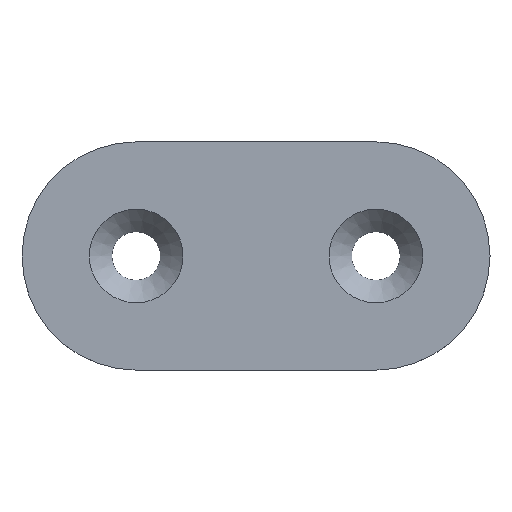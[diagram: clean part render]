
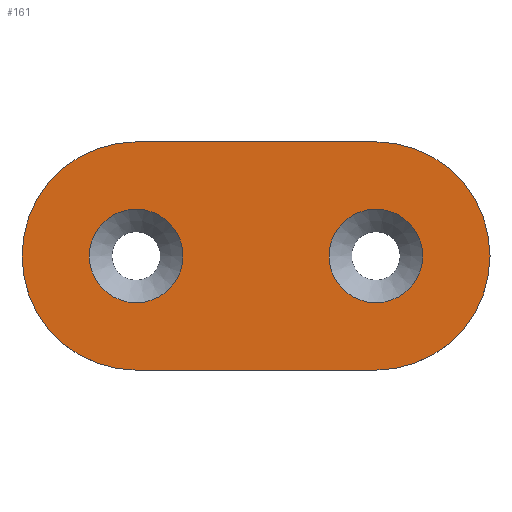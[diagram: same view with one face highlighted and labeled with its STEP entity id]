
A CAD part, top view. The second image highlights one B-rep face of the part: STEP entity #161.
In plain terms, the highlighted planar face has unit normal (0, 0, 1).
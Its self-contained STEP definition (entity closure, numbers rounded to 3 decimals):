
#15=PLANE($,#184);
#20=LINE($,#266,#28);
#24=LINE($,#276,#32);
#28=VECTOR($,#219,42.);
#32=VECTOR($,#231,42.);
#41=FACE_BOUND($,#67,.T.);
#42=FACE_BOUND($,#68,.T.);
#43=FACE_BOUND($,#69,.T.);
#67=EDGE_LOOP($,(#139));
#68=EDGE_LOOP($,(#140));
#69=EDGE_LOOP($,(#141,#142,#143,#144));
#73=CIRCLE($,#167,8.2);
#76=CIRCLE($,#172,8.2);
#80=CIRCLE($,#178,20.);
#82=CIRCLE($,#182,20.);
#83=VERTEX_POINT($,#238);
#86=VERTEX_POINT($,#246);
#91=VERTEX_POINT($,#257);
#92=VERTEX_POINT($,#259);
#94=VERTEX_POINT($,#265);
#96=VERTEX_POINT($,#271);
#97=EDGE_CURVE($,#83,#83,#73,.T.);
#100=EDGE_CURVE($,#86,#86,#76,.T.);
#105=EDGE_CURVE($,#92,#91,#80,.T.);
#108=EDGE_CURVE($,#94,#92,#20,.T.);
#111=EDGE_CURVE($,#96,#94,#82,.T.);
#114=EDGE_CURVE($,#91,#96,#24,.T.);
#139=ORIENTED_EDGE($,*,*,#97,.T.);
#140=ORIENTED_EDGE($,*,*,#100,.T.);
#141=ORIENTED_EDGE($,*,*,#114,.T.);
#142=ORIENTED_EDGE($,*,*,#111,.T.);
#143=ORIENTED_EDGE($,*,*,#108,.T.);
#144=ORIENTED_EDGE($,*,*,#105,.T.);
#161=ADVANCED_FACE($,(#41,#42,#43),#15,.T.);
#167=AXIS2_PLACEMENT_3D($,#239,#190,#191);
#172=AXIS2_PLACEMENT_3D($,#247,#200,#201);
#178=AXIS2_PLACEMENT_3D($,#260,#213,#214);
#182=AXIS2_PLACEMENT_3D($,#272,#225,#226);
#184=AXIS2_PLACEMENT_3D($,#277,#232,#233);
#190=DIRECTION('center_axis',(0.,0.,-1.));
#191=DIRECTION('ref_axis',(1.,0.,0.));
#200=DIRECTION('center_axis',(0.,0.,-1.));
#201=DIRECTION('ref_axis',(1.,0.,0.));
#213=DIRECTION('center_axis',(0.,0.,1.));
#214=DIRECTION('ref_axis',(0.,1.,0.));
#219=DIRECTION($,(-1.,0.,0.));
#225=DIRECTION('center_axis',(0.,0.,1.));
#226=DIRECTION('ref_axis',(0.,-1.,0.));
#231=DIRECTION($,(1.,0.,0.));
#232=DIRECTION('center_axis',(0.,0.,1.));
#233=DIRECTION('ref_axis',(1.,0.,0.));
#238=CARTESIAN_POINT('',(-12.8,0.,4.));
#239=CARTESIAN_POINT('Origin',(-21.,0.,4.));
#246=CARTESIAN_POINT('',(29.2,0.,4.));
#247=CARTESIAN_POINT('Origin',(21.,0.,4.));
#257=CARTESIAN_POINT('',(-21.,-20.,4.));
#259=CARTESIAN_POINT('',(-21.,20.,4.));
#260=CARTESIAN_POINT('Origin',(-21.,0.,4.));
#265=CARTESIAN_POINT('',(21.,20.,4.));
#266=CARTESIAN_POINT($,(21.,20.,4.));
#271=CARTESIAN_POINT('',(21.,-20.,4.));
#272=CARTESIAN_POINT('Origin',(21.,0.,4.));
#276=CARTESIAN_POINT($,(-21.,-20.,4.));
#277=CARTESIAN_POINT('Origin',(0.,0.,
4.));
